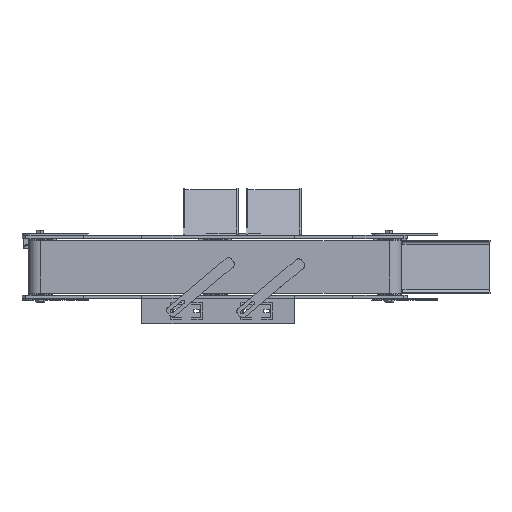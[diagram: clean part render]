
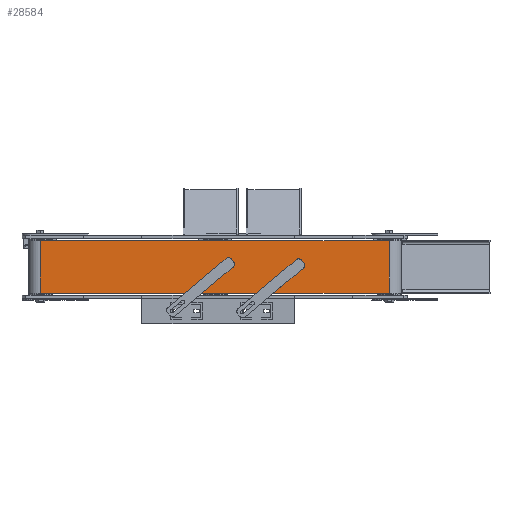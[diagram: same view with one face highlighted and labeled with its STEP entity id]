
A CAD part, top view. The second image highlights one B-rep face of the part: STEP entity #28584.
In plain terms, the highlighted planar face has unit normal (0, 0, 1).
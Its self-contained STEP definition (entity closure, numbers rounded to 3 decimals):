
#746=PLANE('',#30680);
#2517=FACE_OUTER_BOUND('',#4248,.T.);
#4248=EDGE_LOOP('',(#21923,#21924,#21925,#21926));
#6362=LINE('',#50522,#8972);
#6372=LINE('',#50552,#8982);
#6373=LINE('',#50554,#8983);
#6374=LINE('',#50555,#8984);
#8972=VECTOR('',#35394,10.);
#8982=VECTOR('',#35424,10.);
#8983=VECTOR('',#35425,10.);
#8984=VECTOR('',#35426,10.);
#12985=VERTEX_POINT('',#50519);
#12986=VERTEX_POINT('',#50521);
#12996=VERTEX_POINT('',#50551);
#12997=VERTEX_POINT('',#50553);
#16257=EDGE_CURVE('',#12985,#12986,#6362,.T.);
#16272=EDGE_CURVE('',#12996,#12985,#6372,.T.);
#16273=EDGE_CURVE('',#12997,#12996,#6373,.T.);
#16274=EDGE_CURVE('',#12986,#12997,#6374,.T.);
#21923=ORIENTED_EDGE('',*,*,#16272,.F.);
#21924=ORIENTED_EDGE('',*,*,#16273,.F.);
#21925=ORIENTED_EDGE('',*,*,#16274,.F.);
#21926=ORIENTED_EDGE('',*,*,#16257,.F.);
#28584=ADVANCED_FACE('',(#2517),#746,.T.);
#30680=AXIS2_PLACEMENT_3D('',#50550,#35422,#35423);
#35394=DIRECTION('',(-1.,0.,0.));
#35422=DIRECTION('center_axis',(0.,0.,
1.));
#35423=DIRECTION('ref_axis',(1.,0.,0.));
#35424=DIRECTION('',(0.,-1.,0.));
#35425=DIRECTION('',(1.,0.,0.));
#35426=DIRECTION('',(0.,1.,0.));
#50519=CARTESIAN_POINT('',(221.508,-33.3,36.55));
#50521=CARTESIAN_POINT('',(-221.692,-33.3,36.55));
#50522=CARTESIAN_POINT('',(221.508,-33.3,36.55));
#50550=CARTESIAN_POINT('Origin',(-221.692,0.,
36.55));
#50551=CARTESIAN_POINT('',(221.508,33.3,36.55));
#50552=CARTESIAN_POINT('',(221.508,0.,36.55));
#50553=CARTESIAN_POINT('',(-221.692,33.3,36.55));
#50554=CARTESIAN_POINT('',(221.508,33.3,36.55));
#50555=CARTESIAN_POINT('',(-221.692,0.,36.55));
